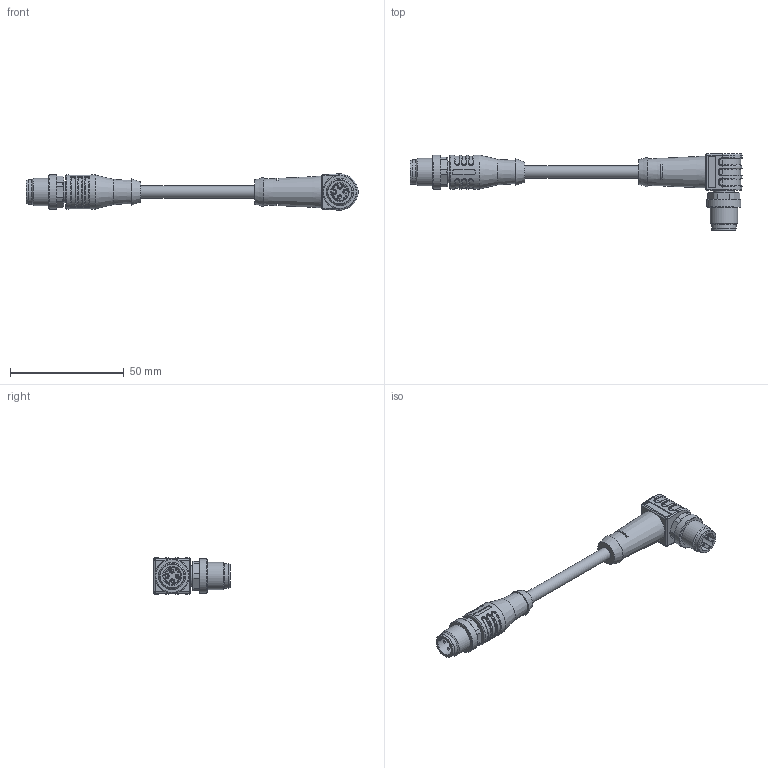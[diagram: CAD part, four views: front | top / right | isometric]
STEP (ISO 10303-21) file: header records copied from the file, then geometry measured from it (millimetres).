
FILE_DESCRIPTION(/* description */ (''),/* implementation_level */ '2;1');
FILE_NAME(/* name */ 'RA-WWASSY4-m-RA-WASSY4.stp',/* time_stamp */ '2016-09-16T11:32:01+02:00',/* author */ (''),/* organization */ (''),/* preprocessor_version */ 'ST-DEVELOPER v16',/* originating_system */ 'SIEMENS PLM Software NX 10.0',/* authorisation */ '');
FILE_SCHEMA (('AUTOMOTIVE_DESIGN { 1 0 10303 214 3 1 1 1 }'));
Length unit declared in the file: millimetre
Products named in the file (1): RA-WWASSY4-m-RA-WASSY4
Bounding box: 145.97 x 33.5 x 15.97 mm (x, y, z)
Volume: 16027.4 mm3; surface area: 7556.4 mm2
Topology: 1 solids, 1 shells, 561 faces, 1402 edges, 869 vertices
Faces by surface type: plane 188, cylinder 171, bspline 70, extrusion 50, torus 47, cone 23, sphere 12
Full cylindrical faces by diameter (mm): 1 x8, 5.4 x1, 8.3 x2, 9.3 x2, 10.5 x2, 10.8 x2, 12 x2, 15 x3
Entity records: 18054 total; most frequent: CARTESIAN_POINT 5910, ORIENTED_EDGE 2632, DIRECTION 2315, EDGE_CURVE 1316, AXIS2_PLACEMENT_3D 859, VERTEX_POINT 840, EDGE_LOOP 644, VECTOR 597
